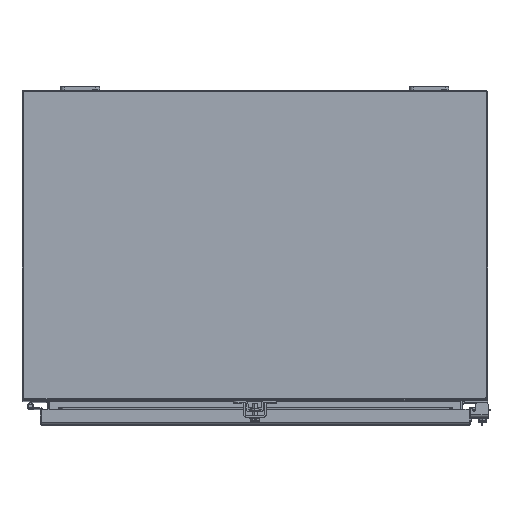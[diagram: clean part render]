
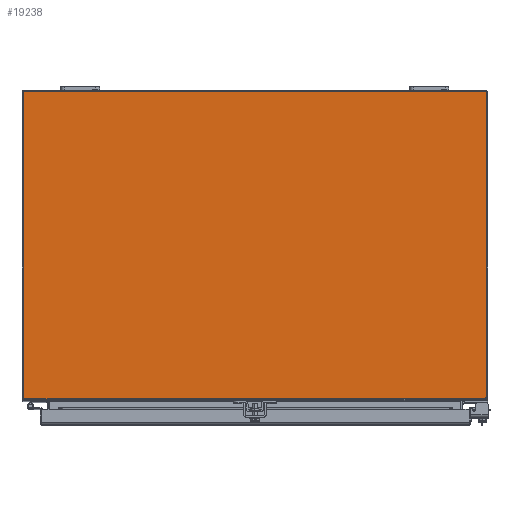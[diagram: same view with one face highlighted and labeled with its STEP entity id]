
A CAD part, top view. The second image highlights one B-rep face of the part: STEP entity #19238.
In plain terms, the highlighted planar face has unit normal (0, 0, 1).
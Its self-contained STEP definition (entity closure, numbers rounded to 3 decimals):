
#1341 = LINE ( 'NONE', #34261, #38707 ) ;
#2107 = AXIS2_PLACEMENT_3D ( 'NONE', #36523, #12190, #24481 ) ;
#2711 = EDGE_CURVE ( 'NONE', #29813, #47719, #42892, .T. ) ;
#3771 = EDGE_CURVE ( 'NONE', #42257, #36012, #1341, .T. ) ;
#4014 = EDGE_CURVE ( 'NONE', #13404, #42257, #25364, .T. ) ;
#4336 = AXIS2_PLACEMENT_3D ( 'NONE', #16983, #25338, #41802 ) ;
#5757 = CARTESIAN_POINT ( 'NONE',  ( -11.928, -15.774, 15. ) ) ;
#5872 = VECTOR ( 'NONE', #20213, 39.37 ) ;
#7680 = LINE ( 'NONE', #47689, #5872 ) ;
#10273 = ORIENTED_EDGE ( 'NONE', *, *, #2711, .T. ) ;
#12190 = DIRECTION ( 'NONE',  ( 0., 0., 1. ) ) ;
#13222 = EDGE_CURVE ( 'NONE', #47719, #45553, #7680, .T. ) ;
#13404 = VERTEX_POINT ( 'NONE', #5757 ) ;
#15028 = CARTESIAN_POINT ( 'NONE',  ( 11.928, -15.774, 15. ) ) ;
#15594 = EDGE_LOOP ( 'NONE', ( #42909, #22127, #37472, #10273, #17363, #22163 ) ) ;
#16983 = CARTESIAN_POINT ( 'NONE',  ( -11.928, -0.072, 15. ) ) ;
#17363 = ORIENTED_EDGE ( 'NONE', *, *, #13222, .T. ) ;
#19238 = ADVANCED_FACE ( 'NONE', ( #36858 ), #29522, .T. ) ;
#19862 = DIRECTION ( 'NONE',  ( 1., 0., 0. ) ) ;
#20213 = DIRECTION ( 'NONE',  ( -1., 0., 0. ) ) ;
#20443 = CARTESIAN_POINT ( 'NONE',  ( -11.928, -0.072, 15. ) ) ;
#22127 = ORIENTED_EDGE ( 'NONE', *, *, #3771, .T. ) ;
#22163 = ORIENTED_EDGE ( 'NONE', *, *, #30811, .T. ) ;
#24481 = DIRECTION ( 'NONE',  ( 1., 0., 0. ) ) ;
#25083 = CARTESIAN_POINT ( 'NONE',  ( -11.928, -0.072, 15. ) ) ;
#25338 = DIRECTION ( 'NONE',  ( 0., 0., 1. ) ) ;
#25364 = CIRCLE ( 'NONE', #27874, 0.25 ) ;
#26920 = CARTESIAN_POINT ( 'NONE',  ( 11.928, -0.072, 15. ) ) ;
#27874 = AXIS2_PLACEMENT_3D ( 'NONE', #48617, #43672, #19862 ) ;
#28284 = DIRECTION ( 'NONE',  ( 0., -1., 0. ) ) ;
#28553 = EDGE_CURVE ( 'NONE', #36012, #29813, #32163, .T. ) ;
#29522 = PLANE ( 'NONE',  #4336 ) ;
#29813 = VERTEX_POINT ( 'NONE', #15028 ) ;
#30811 = EDGE_CURVE ( 'NONE', #45553, #13404, #40843, .T. ) ;
#32163 = CIRCLE ( 'NONE', #2107, 0.25 ) ;
#33145 = VECTOR ( 'NONE', #28284, 39.37 ) ;
#33248 = DIRECTION ( 'NONE',  ( 1., 0., 0. ) ) ;
#33263 = VECTOR ( 'NONE', #38184, 39.37 ) ;
#34261 = CARTESIAN_POINT ( 'NONE',  ( -11.928, -15.892, 15. ) ) ;
#36012 = VERTEX_POINT ( 'NONE', #50312 ) ;
#36167 = CARTESIAN_POINT ( 'NONE',  ( 11.928, -0.072, 15. ) ) ;
#36523 = CARTESIAN_POINT ( 'NONE',  ( 11.678, -15.774, 15. ) ) ;
#36858 = FACE_OUTER_BOUND ( 'NONE', #15594, .T. ) ;
#37472 = ORIENTED_EDGE ( 'NONE', *, *, #28553, .T. ) ;
#38184 = DIRECTION ( 'NONE',  ( 0., 1., 0. ) ) ;
#38707 = VECTOR ( 'NONE', #33248, 39.37 ) ;
#40843 = LINE ( 'NONE', #20443, #33145 ) ;
#41802 = DIRECTION ( 'NONE',  ( 0., -1., 0. ) ) ;
#42257 = VERTEX_POINT ( 'NONE', #43689 ) ;
#42892 = LINE ( 'NONE', #26920, #33263 ) ;
#42909 = ORIENTED_EDGE ( 'NONE', *, *, #4014, .T. ) ;
#43672 = DIRECTION ( 'NONE',  ( 0., 0., 1. ) ) ;
#43689 = CARTESIAN_POINT ( 'NONE',  ( -11.898, -15.892, 15. ) ) ;
#45553 = VERTEX_POINT ( 'NONE', #25083 ) ;
#47689 = CARTESIAN_POINT ( 'NONE',  ( -11.928, -0.072, 15. ) ) ;
#47719 = VERTEX_POINT ( 'NONE', #36167 ) ;
#48617 = CARTESIAN_POINT ( 'NONE',  ( -11.678, -15.774, 15. ) ) ;
#50312 = CARTESIAN_POINT ( 'NONE',  ( 11.898, -15.892, 15. ) ) ;
